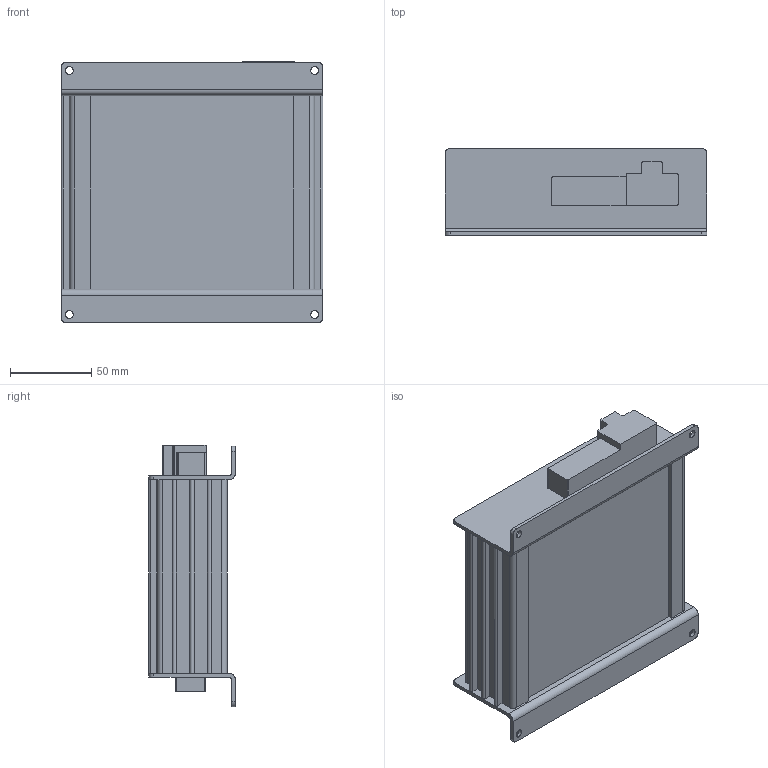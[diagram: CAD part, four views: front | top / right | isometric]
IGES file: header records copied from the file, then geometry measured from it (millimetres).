
Start section: SolidWorks IGES file using analytic representation for surfaces
Global section: file name: CS2_Solid_Profile.IGS; native system: SolidWorks 2009; preprocessor: SolidWorks 2009; author: Mike; date: 110316.233207; units: inch
Bounding box: 161.21 x 53.34 x 161.06 mm (x, y, z)
Surface area: 100826.3 mm2 (no closed solid volume)
Topology: 0 solids, 0 shells, 158 faces, 1772 edges, 1772 vertices
Faces by surface type: bspline 104, revolution 54
